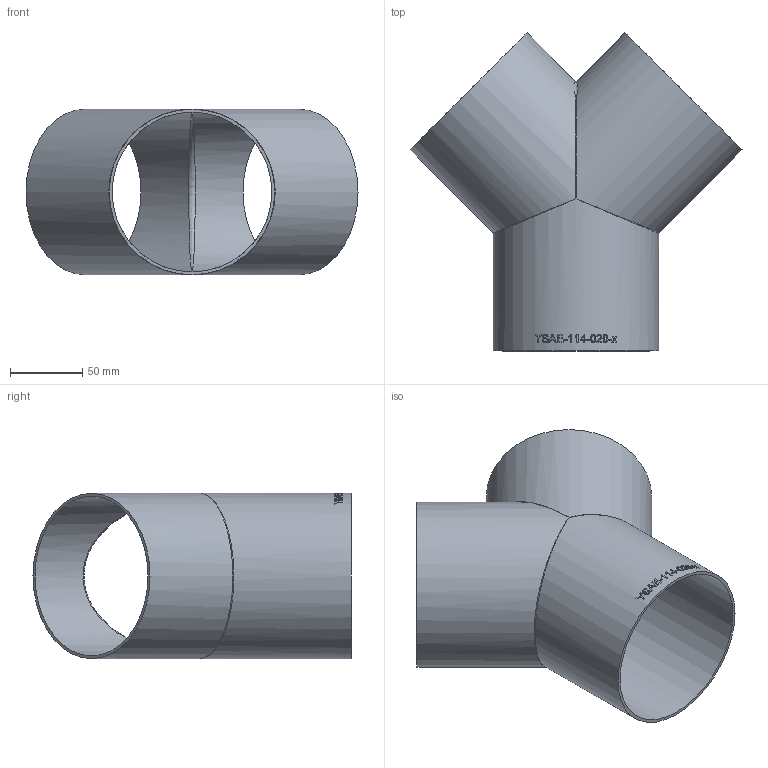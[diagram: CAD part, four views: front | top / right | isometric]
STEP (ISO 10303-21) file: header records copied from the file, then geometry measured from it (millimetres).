
FILE_DESCRIPTION (( 'STEP AP214' ), '1' );
FILE_NAME ('YSAE-114-020-x Y-Stück 2005.STEP', '2020-05-27T09:54:10', ( '' ), ( '' ), 'SwSTEP 2.0', 'SolidWorks 2019', '' );
FILE_SCHEMA (( 'AUTOMOTIVE_DESIGN' ));
Length unit declared in the file: millimetre
Products named in the file (1): YSAE-114-020-x Y-Stück 2005
Bounding box: 229.31 x 219.66 x 114.3 mm (x, y, z)
Volume: 175891.9 mm3; surface area: 178105.5 mm2
Topology: 1 solids, 1 shells, 173 faces, 463 edges, 296 vertices
Faces by surface type: bspline 81, plane 68, cylinder 24
Full cylindrical faces by diameter (mm): 110.3 x3, 114.3 x3
Entity records: 19392 total; most frequent: CARTESIAN_POINT 14169, ORIENTED_EDGE 876, DIRECTION 448, EDGE_CURVE 438, VERTEX_POINT 290, B_SPLINE_CURVE_WITH_KNOTS 246, EDGE_LOOP 200, FACE_OUTER_BOUND 179
